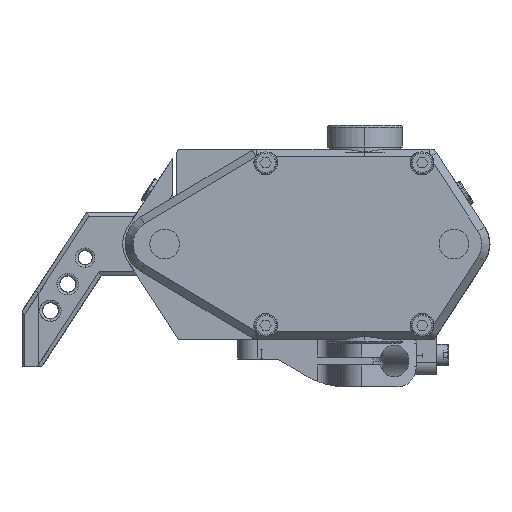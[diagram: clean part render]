
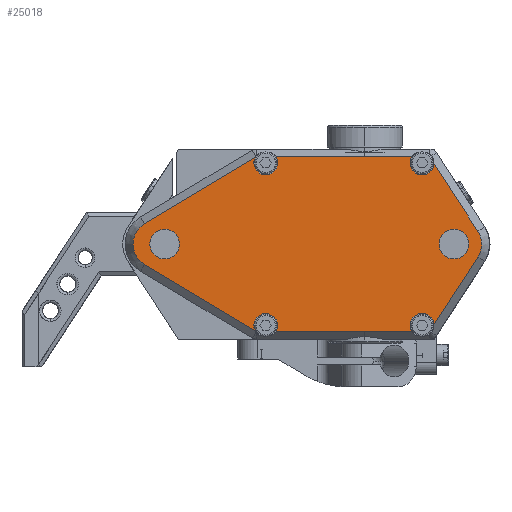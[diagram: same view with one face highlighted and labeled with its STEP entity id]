
A CAD part, front view. The second image highlights one B-rep face of the part: STEP entity #25018.
In plain terms, the highlighted face is planar.
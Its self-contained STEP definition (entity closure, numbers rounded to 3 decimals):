
#23768=CARTESIAN_POINT('Vertex',(-28.,-20.5,0.)) ;
#23773=CARTESIAN_POINT('Axis2P3D Location',(-25.,-20.5,0.)) ;
#23777=CARTESIAN_POINT('Vertex',(-22.,-20.5,0.)) ;
#23808=CARTESIAN_POINT('Vertex',(-22.,20.5,0.)) ;
#23813=CARTESIAN_POINT('Axis2P3D Location',(-25.,20.5,0.)) ;
#23817=CARTESIAN_POINT('Vertex',(-28.,20.5,0.)) ;
#24402=CARTESIAN_POINT('Vertex',(-46.75,0.,0.)) ;
#24405=CARTESIAN_POINT('Axis2P3D Location',(-50.5,0.,0.)) ;
#24409=CARTESIAN_POINT('Vertex',(-54.25,0.,0.)) ;
#24429=CARTESIAN_POINT('Axis2P3D Location',(-50.5,0.,0.)) ;
#24459=CARTESIAN_POINT('Vertex',(26.25,0.,0.)) ;
#24462=CARTESIAN_POINT('Axis2P3D Location',(22.5,0.,0.)) ;
#24466=CARTESIAN_POINT('Vertex',(18.75,0.,0.)) ;
#24486=CARTESIAN_POINT('Axis2P3D Location',(22.5,0.,0.)) ;
#24877=CARTESIAN_POINT('Axis2P3D Location',(0.,0.,0.)) ;
#24882=CARTESIAN_POINT('Axis2P3D Location',(-25.,20.5,0.)) ;
#24886=CARTESIAN_POINT('Vertex',(-27.712,21.783,0.)) ;
#24889=CARTESIAN_POINT('Axis2P3D Location',(-25.,20.5,0.)) ;
#24893=CARTESIAN_POINT('Vertex',(-22.402,22.,0.)) ;
#24896=CARTESIAN_POINT('Line Origine',(-5.275,22.,0.)) ;
#24900=CARTESIAN_POINT('Vertex',(11.852,22.,0.)) ;
#24903=CARTESIAN_POINT('Axis2P3D Location',(14.45,20.5,0.)) ;
#24907=CARTESIAN_POINT('Vertex',(11.45,20.5,0.)) ;
#24910=CARTESIAN_POINT('Axis2P3D Location',(14.45,20.5,0.)) ;
#24914=CARTESIAN_POINT('Vertex',(17.448,20.398,0.)) ;
#24917=CARTESIAN_POINT('Line Origine',(22.993,11.829,0.)) ;
#24921=CARTESIAN_POINT('Vertex',(28.538,3.259,0.)) ;
#24924=CARTESIAN_POINT('Axis2P3D Location',(23.5,0.,0.)) ;
#24928=CARTESIAN_POINT('Vertex',(28.538,-3.259,0.)) ;
#24931=CARTESIAN_POINT('Line Origine',(22.993,-11.829,0.)) ;
#24935=CARTESIAN_POINT('Vertex',(17.448,-20.398,0.)) ;
#24938=CARTESIAN_POINT('Axis2P3D Location',(14.45,-20.5,0.)) ;
#24942=CARTESIAN_POINT('Vertex',(11.45,-20.5,0.)) ;
#24945=CARTESIAN_POINT('Axis2P3D Location',(14.45,-20.5,0.)) ;
#24949=CARTESIAN_POINT('Vertex',(11.852,-22.,0.)) ;
#24952=CARTESIAN_POINT('Line Origine',(-5.275,-22.,0.)) ;
#24956=CARTESIAN_POINT('Vertex',(-22.402,-22.,0.)) ;
#24959=CARTESIAN_POINT('Axis2P3D Location',(-25.,-20.5,0.)) ;
#24964=CARTESIAN_POINT('Axis2P3D Location',(-25.,-20.5,0.)) ;
#24968=CARTESIAN_POINT('Vertex',(-27.712,-21.783,0.)) ;
#24971=CARTESIAN_POINT('Line Origine',(-41.643,-13.468,0.)) ;
#24975=CARTESIAN_POINT('Vertex',(-55.575,-5.152,0.)) ;
#24978=CARTESIAN_POINT('Axis2P3D Location',(-52.5,0.,0.)) ;
#24982=CARTESIAN_POINT('Vertex',(-55.575,5.152,0.)) ;
#24985=CARTESIAN_POINT('Line Origine',(-41.643,13.468,0.)) ;
#23774=DIRECTION('Axis2P3D Direction',(0.,0.,-1.)) ;
#23814=DIRECTION('Axis2P3D Direction',(0.,0.,-1.)) ;
#24406=DIRECTION('Axis2P3D Direction',(0.,0.,1.)) ;
#24430=DIRECTION('Axis2P3D Direction',(0.,0.,1.)) ;
#24463=DIRECTION('Axis2P3D Direction',(0.,0.,1.)) ;
#24487=DIRECTION('Axis2P3D Direction',(0.,0.,1.)) ;
#24878=DIRECTION('Axis2P3D Direction',(0.,0.,1.)) ;
#24879=DIRECTION('Axis2P3D XDirection',(1.,0.,0.)) ;
#24883=DIRECTION('Axis2P3D Direction',(0.,0.,1.)) ;
#24890=DIRECTION('Axis2P3D Direction',(0.,0.,1.)) ;
#24897=DIRECTION('Vector Direction',(-1.,0.,0.)) ;
#24904=DIRECTION('Axis2P3D Direction',(0.,0.,1.)) ;
#24911=DIRECTION('Axis2P3D Direction',(0.,0.,1.)) ;
#24918=DIRECTION('Vector Direction',(0.543,-0.84,0.)) ;
#24925=DIRECTION('Axis2P3D Direction',(0.,0.,1.)) ;
#24932=DIRECTION('Vector Direction',(0.543,0.84,0.)) ;
#24939=DIRECTION('Axis2P3D Direction',(0.,0.,1.)) ;
#24946=DIRECTION('Axis2P3D Direction',(0.,0.,1.)) ;
#24953=DIRECTION('Vector Direction',(-1.,0.,0.)) ;
#24960=DIRECTION('Axis2P3D Direction',(0.,0.,1.)) ;
#24965=DIRECTION('Axis2P3D Direction',(0.,0.,1.)) ;
#24972=DIRECTION('Vector Direction',(0.859,-0.513,0.)) ;
#24979=DIRECTION('Axis2P3D Direction',(0.,0.,1.)) ;
#24986=DIRECTION('Vector Direction',(-0.859,-0.513,0.)) ;
#23775=AXIS2_PLACEMENT_3D('Circle Axis2P3D',#23773,#23774,$) ;
#23815=AXIS2_PLACEMENT_3D('Circle Axis2P3D',#23813,#23814,$) ;
#24407=AXIS2_PLACEMENT_3D('Circle Axis2P3D',#24405,#24406,$) ;
#24431=AXIS2_PLACEMENT_3D('Circle Axis2P3D',#24429,#24430,$) ;
#24464=AXIS2_PLACEMENT_3D('Circle Axis2P3D',#24462,#24463,$) ;
#24488=AXIS2_PLACEMENT_3D('Circle Axis2P3D',#24486,#24487,$) ;
#24880=AXIS2_PLACEMENT_3D('Plane Axis2P3D',#24877,#24878,#24879) ;
#24884=AXIS2_PLACEMENT_3D('Circle Axis2P3D',#24882,#24883,$) ;
#24891=AXIS2_PLACEMENT_3D('Circle Axis2P3D',#24889,#24890,$) ;
#24905=AXIS2_PLACEMENT_3D('Circle Axis2P3D',#24903,#24904,$) ;
#24912=AXIS2_PLACEMENT_3D('Circle Axis2P3D',#24910,#24911,$) ;
#24926=AXIS2_PLACEMENT_3D('Circle Axis2P3D',#24924,#24925,$) ;
#24940=AXIS2_PLACEMENT_3D('Circle Axis2P3D',#24938,#24939,$) ;
#24947=AXIS2_PLACEMENT_3D('Circle Axis2P3D',#24945,#24946,$) ;
#24961=AXIS2_PLACEMENT_3D('Circle Axis2P3D',#24959,#24960,$) ;
#24966=AXIS2_PLACEMENT_3D('Circle Axis2P3D',#24964,#24965,$) ;
#24980=AXIS2_PLACEMENT_3D('Circle Axis2P3D',#24978,#24979,$) ;
#24991=ORIENTED_EDGE('',*,*,#24888,.F.) ;
#24992=ORIENTED_EDGE('',*,*,#23819,.F.) ;
#24993=ORIENTED_EDGE('',*,*,#24895,.F.) ;
#24994=ORIENTED_EDGE('',*,*,#24902,.F.) ;
#24995=ORIENTED_EDGE('',*,*,#24909,.F.) ;
#24996=ORIENTED_EDGE('',*,*,#24916,.F.) ;
#24997=ORIENTED_EDGE('',*,*,#24923,.F.) ;
#24998=ORIENTED_EDGE('',*,*,#24930,.F.) ;
#24999=ORIENTED_EDGE('',*,*,#24937,.F.) ;
#25000=ORIENTED_EDGE('',*,*,#24944,.F.) ;
#25001=ORIENTED_EDGE('',*,*,#24951,.F.) ;
#25002=ORIENTED_EDGE('',*,*,#24958,.F.) ;
#25003=ORIENTED_EDGE('',*,*,#24963,.F.) ;
#25004=ORIENTED_EDGE('',*,*,#23779,.F.) ;
#25005=ORIENTED_EDGE('',*,*,#24970,.F.) ;
#25006=ORIENTED_EDGE('',*,*,#24977,.F.) ;
#25007=ORIENTED_EDGE('',*,*,#24984,.F.) ;
#25008=ORIENTED_EDGE('',*,*,#24989,.F.) ;
#25011=ORIENTED_EDGE('',*,*,#24468,.T.) ;
#25012=ORIENTED_EDGE('',*,*,#24490,.T.) ;
#25015=ORIENTED_EDGE('',*,*,#24411,.T.) ;
#25016=ORIENTED_EDGE('',*,*,#24433,.T.) ;
#25013=FACE_BOUND('',#25010,.T.) ;
#25017=FACE_BOUND('',#25014,.T.) ;
#24898=VECTOR('Line Direction',#24897,1.) ;
#24919=VECTOR('Line Direction',#24918,1.) ;
#24933=VECTOR('Line Direction',#24932,1.) ;
#24954=VECTOR('Line Direction',#24953,1.) ;
#24973=VECTOR('Line Direction',#24972,1.) ;
#24987=VECTOR('Line Direction',#24986,1.) ;
#25018=ADVANCED_FACE('Corps principal',(#25009,#25013,#25017),#24881,.F.) ;
#23776=CIRCLE('generated circle',#23775,3.) ;
#23816=CIRCLE('generated circle',#23815,3.) ;
#24408=CIRCLE('generated circle',#24407,3.75) ;
#24432=CIRCLE('generated circle',#24431,3.75) ;
#24465=CIRCLE('generated circle',#24464,3.75) ;
#24489=CIRCLE('generated circle',#24488,3.75) ;
#24885=CIRCLE('generated circle',#24884,3.) ;
#24892=CIRCLE('generated circle',#24891,3.) ;
#24906=CIRCLE('generated circle',#24905,3.) ;
#24913=CIRCLE('generated circle',#24912,3.) ;
#24927=CIRCLE('generated circle',#24926,6.) ;
#24941=CIRCLE('generated circle',#24940,3.) ;
#24948=CIRCLE('generated circle',#24947,3.) ;
#24962=CIRCLE('generated circle',#24961,3.) ;
#24967=CIRCLE('generated circle',#24966,3.) ;
#24981=CIRCLE('generated circle',#24980,6.) ;
#23779=EDGE_CURVE('',#23769,#23778,#23776,.T.) ;
#23819=EDGE_CURVE('',#23809,#23818,#23816,.T.) ;
#24411=EDGE_CURVE('',#24410,#24403,#24408,.T.) ;
#24433=EDGE_CURVE('',#24403,#24410,#24432,.T.) ;
#24468=EDGE_CURVE('',#24467,#24460,#24465,.T.) ;
#24490=EDGE_CURVE('',#24460,#24467,#24489,.T.) ;
#24888=EDGE_CURVE('',#23818,#24887,#24885,.F.) ;
#24895=EDGE_CURVE('',#24894,#23809,#24892,.F.) ;
#24902=EDGE_CURVE('',#24901,#24894,#24899,.T.) ;
#24909=EDGE_CURVE('',#24908,#24901,#24906,.F.) ;
#24916=EDGE_CURVE('',#24915,#24908,#24913,.F.) ;
#24923=EDGE_CURVE('',#24922,#24915,#24920,.F.) ;
#24930=EDGE_CURVE('',#24929,#24922,#24927,.T.) ;
#24937=EDGE_CURVE('',#24936,#24929,#24934,.T.) ;
#24944=EDGE_CURVE('',#24943,#24936,#24941,.F.) ;
#24951=EDGE_CURVE('',#24950,#24943,#24948,.F.) ;
#24958=EDGE_CURVE('',#24957,#24950,#24955,.F.) ;
#24963=EDGE_CURVE('',#23778,#24957,#24962,.F.) ;
#24970=EDGE_CURVE('',#24969,#23769,#24967,.F.) ;
#24977=EDGE_CURVE('',#24976,#24969,#24974,.T.) ;
#24984=EDGE_CURVE('',#24983,#24976,#24981,.T.) ;
#24989=EDGE_CURVE('',#24887,#24983,#24988,.T.) ;
#24990=EDGE_LOOP('',(#24991,#24992,#24993,#24994,#24995,#24996,#24997,#24998,#24999,#25000,#25001,#25002,#25003,#25004,#25005,#25006,#25007,#25008)) ;
#25010=EDGE_LOOP('',(#25011,#25012)) ;
#25014=EDGE_LOOP('',(#25015,#25016)) ;
#25009=FACE_OUTER_BOUND('',#24990,.T.) ;
#24899=LINE('Line',#24896,#24898) ;
#24920=LINE('Line',#24917,#24919) ;
#24934=LINE('Line',#24931,#24933) ;
#24955=LINE('Line',#24952,#24954) ;
#24974=LINE('Line',#24971,#24973) ;
#24988=LINE('Line',#24985,#24987) ;
#24881=PLANE('',#24880) ;
#23769=VERTEX_POINT('',#23768) ;
#23778=VERTEX_POINT('',#23777) ;
#23809=VERTEX_POINT('',#23808) ;
#23818=VERTEX_POINT('',#23817) ;
#24403=VERTEX_POINT('',#24402) ;
#24410=VERTEX_POINT('',#24409) ;
#24460=VERTEX_POINT('',#24459) ;
#24467=VERTEX_POINT('',#24466) ;
#24887=VERTEX_POINT('',#24886) ;
#24894=VERTEX_POINT('',#24893) ;
#24901=VERTEX_POINT('',#24900) ;
#24908=VERTEX_POINT('',#24907) ;
#24915=VERTEX_POINT('',#24914) ;
#24922=VERTEX_POINT('',#24921) ;
#24929=VERTEX_POINT('',#24928) ;
#24936=VERTEX_POINT('',#24935) ;
#24943=VERTEX_POINT('',#24942) ;
#24950=VERTEX_POINT('',#24949) ;
#24957=VERTEX_POINT('',#24956) ;
#24969=VERTEX_POINT('',#24968) ;
#24976=VERTEX_POINT('',#24975) ;
#24983=VERTEX_POINT('',#24982) ;
